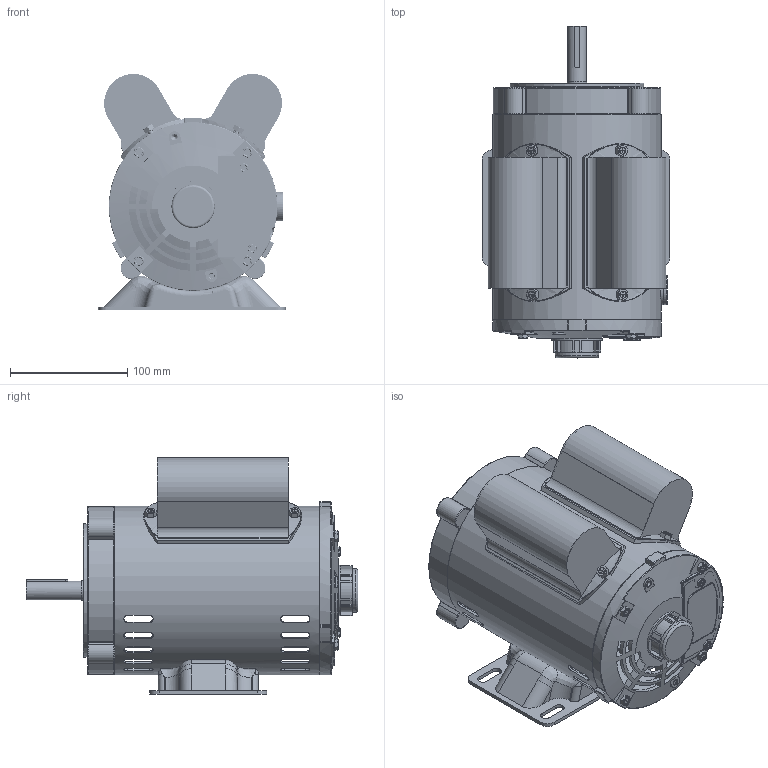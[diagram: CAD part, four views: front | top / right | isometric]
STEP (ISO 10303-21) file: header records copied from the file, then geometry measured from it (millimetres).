
FILE_DESCRIPTION(/* description */ (''),/* implementation_level */ '2;1');
FILE_NAME(/* name */ 'OJ-56CB(1HP).stp',/* time_stamp */ '2022-05-30T15:48:47+08:00',/* author */ (''),/* organization */ (''),/* preprocessor_version */ 'ST-DEVELOPER v16',/* originating_system */ 'SIEMENS PLM Software NX 11.0',/* authorisation */ '');
FILE_SCHEMA (('AP203_CONFIGURATION_CONTROLLED_3D_DESIGN_OF_MECHANICAL_PARTS_AND_ASSEMBLIES_MIM_LF { 1 0 10303 403 2 1 2}'));
Length unit declared in the file: millimetre
Products named in the file (1): OJ-56CB(1HP)
Bounding box: 160 x 283.61 x 201.79 mm (x, y, z)
Volume: 526484.9 mm3; surface area: 475810.7 mm2
Topology: 25 solids, 29 shells, 1663 faces, 4459 edges, 2866 vertices
Faces by surface type: plane 737, cylinder 541, torus 145, bspline 123, cone 68, sphere 25, revolution 24
Full cylindrical faces by diameter (mm): 3.3 x6, 4 x84, 4.2 x16, 5 x12, 5.56 x1, 6 x8, 8 x9, 8.7 x1, 12 x2, 13 x1, 15 x1, 15.9 x1, 16 x2, 16.8 x1, 17.5 x1, 21 x2, 25 x3, 30 x1, 31 x1, 32.5 x1, 34 x1, 35 x1, 37 x1, 40 x2, 43 x1, 48 x1, 103.614 x1, 114.3 x1, 136 x1, 140 x3
Entity records: 107631 total; most frequent: CARTESIAN_POINT 70374, ORIENTED_EDGE 7804, DIRECTION 7111, EDGE_CURVE 3902, VERTEX_POINT 2616, AXIS2_PLACEMENT_3D 2598, EDGE_LOOP 1947, LINE 1891
